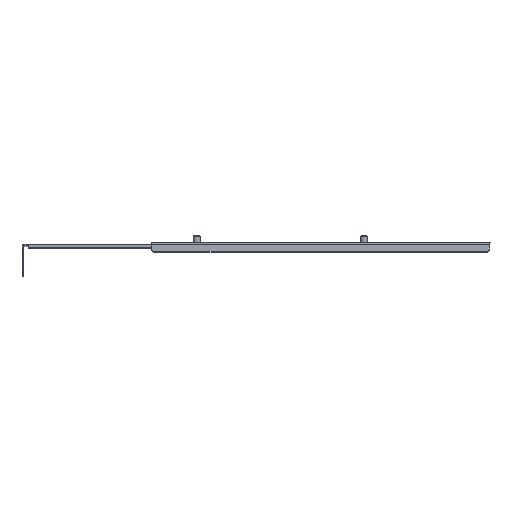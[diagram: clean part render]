
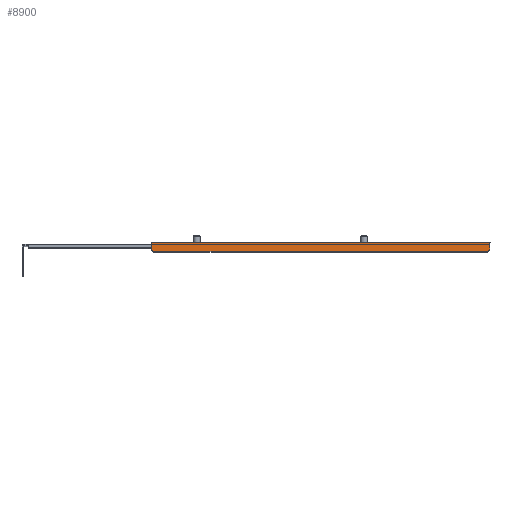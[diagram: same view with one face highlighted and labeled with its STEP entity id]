
A CAD part, top view. The second image highlights one B-rep face of the part: STEP entity #8900.
In plain terms, the highlighted planar face has unit normal (0, 0, 1).
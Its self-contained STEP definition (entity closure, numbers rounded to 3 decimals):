
#107 = VECTOR ( 'NONE', #958, 1000. ) ;
#505 = EDGE_CURVE ( 'NONE', #8807, #6259, #8254, .T. ) ;
#544 = VERTEX_POINT ( 'NONE', #3642 ) ;
#612 = VERTEX_POINT ( 'NONE', #3691 ) ;
#615 = ORIENTED_EDGE ( 'NONE', *, *, #505, .F. ) ;
#958 = DIRECTION ( 'NONE',  ( 0., 1., 0. ) ) ;
#1854 = ORIENTED_EDGE ( 'NONE', *, *, #9877, .F. ) ;
#1923 = DIRECTION ( 'NONE',  ( 0., 1., 0. ) ) ;
#1968 = CARTESIAN_POINT ( 'NONE',  ( -303.5, 0., 222.25 ) ) ;
#2118 = AXIS2_PLACEMENT_3D ( 'NONE', #5183, #8373, #3343 ) ;
#2407 = EDGE_CURVE ( 'NONE', #6711, #6259, #2846, .T. ) ;
#2533 = VERTEX_POINT ( 'NONE', #7836 ) ;
#2542 = ORIENTED_EDGE ( 'NONE', *, *, #8877, .F. ) ;
#2717 = EDGE_CURVE ( 'NONE', #2533, #7302, #7571, .T. ) ;
#2846 = LINE ( 'NONE', #5170, #4853 ) ;
#3018 = ORIENTED_EDGE ( 'NONE', *, *, #3447, .T. ) ;
#3343 = DIRECTION ( 'NONE',  ( 0., -1., 0. ) ) ;
#3358 = ORIENTED_EDGE ( 'NONE', *, *, #2407, .T. ) ;
#3447 = EDGE_CURVE ( 'NONE', #544, #612, #4218, .T. ) ;
#3482 = DIRECTION ( 'NONE',  ( 0., -1., 0. ) ) ;
#3525 = VECTOR ( 'NONE', #7515, 1000. ) ;
#3642 = CARTESIAN_POINT ( 'NONE',  ( 0., 3., 222.25 ) ) ;
#3691 = CARTESIAN_POINT ( 'NONE',  ( -303.5, 3., 222.25 ) ) ;
#3705 = VECTOR ( 'NONE', #6742, 1000. ) ;
#3939 = VERTEX_POINT ( 'NONE', #7677 ) ;
#3976 = CARTESIAN_POINT ( 'NONE',  ( -303.5, -5., 222.25 ) ) ;
#4030 = DIRECTION ( 'NONE',  ( -1., 0., 0. ) ) ;
#4164 = CARTESIAN_POINT ( 'NONE',  ( 0., 3., 222.25 ) ) ;
#4218 = LINE ( 'NONE', #4164, #3705 ) ;
#4241 = LINE ( 'NONE', #5812, #5797 ) ;
#4382 = CARTESIAN_POINT ( 'NONE',  ( 0., -5., 222.25 ) ) ;
#4415 = CARTESIAN_POINT ( 'NONE',  ( -301.5, -5., 222.25 ) ) ;
#4539 = CARTESIAN_POINT ( 'NONE',  ( -301.5, -5., 222.25 ) ) ;
#4722 = ORIENTED_EDGE ( 'NONE', *, *, #8473, .F. ) ;
#4853 = VECTOR ( 'NONE', #6851, 1000. ) ;
#5128 = FACE_OUTER_BOUND ( 'NONE', #6637, .T. ) ;
#5170 = CARTESIAN_POINT ( 'NONE',  ( 0., -3., 222.25 ) ) ;
#5183 = CARTESIAN_POINT ( 'NONE',  ( 0., 0., 222.25 ) ) ;
#5797 = VECTOR ( 'NONE', #1923, 1000. ) ;
#5812 = CARTESIAN_POINT ( 'NONE',  ( 0., 0.5, 222.25 ) ) ;
#5978 = CARTESIAN_POINT ( 'NONE',  ( -2., -5., 222.25 ) ) ;
#6259 = VERTEX_POINT ( 'NONE', #6268 ) ;
#6268 = CARTESIAN_POINT ( 'NONE',  ( 0., -3., 222.25 ) ) ;
#6535 = LINE ( 'NONE', #1968, #107 ) ;
#6637 = EDGE_LOOP ( 'NONE', ( #4722, #7937, #1854, #3358, #615, #8983, #3018, #2542 ) ) ;
#6711 = VERTEX_POINT ( 'NONE', #5978 ) ;
#6742 = DIRECTION ( 'NONE',  ( -1., 0., 0. ) ) ;
#6851 = DIRECTION ( 'NONE',  ( 0.707, 0.707, 0. ) ) ;
#7171 = VECTOR ( 'NONE', #3482, 1000. ) ;
#7302 = VERTEX_POINT ( 'NONE', #4539 ) ;
#7492 = CARTESIAN_POINT ( 'NONE',  ( 0., 0.5, 222.25 ) ) ;
#7515 = DIRECTION ( 'NONE',  ( 0.707, -0.707, 0. ) ) ;
#7571 = LINE ( 'NONE', #4415, #3525 ) ;
#7677 = CARTESIAN_POINT ( 'NONE',  ( -303.5, 0.5, 222.25 ) ) ;
#7719 = VECTOR ( 'NONE', #4030, 1000. ) ;
#7813 = CARTESIAN_POINT ( 'NONE',  ( -303.5, 1.5, 222.25 ) ) ;
#7836 = CARTESIAN_POINT ( 'NONE',  ( -303.5, -3., 222.25 ) ) ;
#7937 = ORIENTED_EDGE ( 'NONE', *, *, #2717, .T. ) ;
#7977 = VECTOR ( 'NONE', #10041, 1000. ) ;
#8254 = LINE ( 'NONE', #4382, #7171 ) ;
#8319 = PLANE ( 'NONE',  #2118 ) ;
#8373 = DIRECTION ( 'NONE',  ( 0., 0., -1. ) ) ;
#8395 = EDGE_CURVE ( 'NONE', #8807, #544, #4241, .T. ) ;
#8473 = EDGE_CURVE ( 'NONE', #2533, #3939, #8636, .T. ) ;
#8636 = LINE ( 'NONE', #7813, #7977 ) ;
#8799 = LINE ( 'NONE', #3976, #7719 ) ;
#8807 = VERTEX_POINT ( 'NONE', #7492 ) ;
#8877 = EDGE_CURVE ( 'NONE', #3939, #612, #6535, .T. ) ;
#8900 = ADVANCED_FACE ( 'NONE', ( #5128 ), #8319, .F. ) ;
#8983 = ORIENTED_EDGE ( 'NONE', *, *, #8395, .T. ) ;
#9877 = EDGE_CURVE ( 'NONE', #6711, #7302, #8799, .T. ) ;
#10041 = DIRECTION ( 'NONE',  ( 0., 1., 0. ) ) ;
